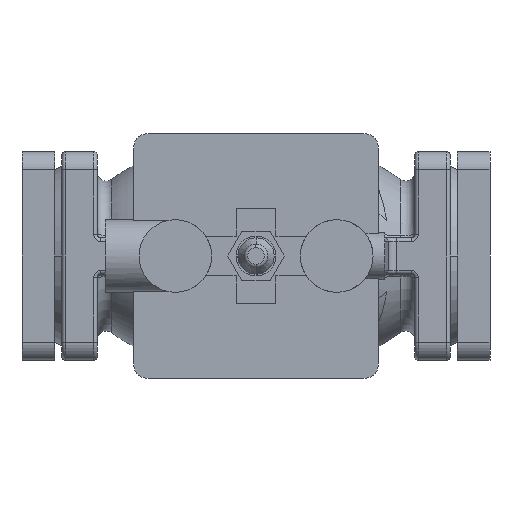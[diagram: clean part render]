
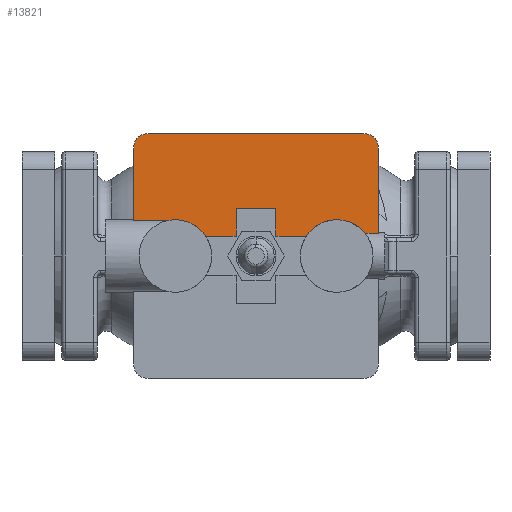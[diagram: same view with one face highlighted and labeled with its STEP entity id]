
A CAD part, front view. The second image highlights one B-rep face of the part: STEP entity #13821.
In plain terms, the highlighted face is planar.
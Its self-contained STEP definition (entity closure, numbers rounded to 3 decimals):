
#13122=CARTESIAN_POINT('',(-47.5,24.5,-19.774));
#13128=CARTESIAN_POINT('',(-44.5,24.5,0.));
#13129=DIRECTION('',(0.,1.,0.));
#13130=DIRECTION('',(0.835,0.,-0.55));
#13131=AXIS2_PLACEMENT_3D('',#13128,#13129,#13130);
#13133=DIRECTION('',(1.,0.,0.));
#13134=VECTOR('',#13133,20.);
#13135=CARTESIAN_POINT('',(-67.5,24.5,-19.774));
#13136=LINE('',#13135,#13134);
#13137=DIRECTION('',(0.,0.,1.));
#13138=VECTOR('',#13137,39.726);
#13139=CARTESIAN_POINT('',(-67.5,24.5,-59.5));
#13140=LINE('',#13139,#13138);
#13141=CARTESIAN_POINT('',(-59.5,24.5,-59.5));
#13142=DIRECTION('',(0.,1.,0.));
#13143=DIRECTION('',(0.,0.,-1.));
#13144=AXIS2_PLACEMENT_3D('',#13141,#13142,#13143);
#13146=DIRECTION('',(-1.,0.,0.));
#13147=VECTOR('',#13146,119.);
#13148=CARTESIAN_POINT('',(59.5,24.5,-67.5));
#13149=LINE('',#13148,#13147);
#13150=CARTESIAN_POINT('',(59.5,24.5,-59.5));
#13151=DIRECTION('',(0.,1.,0.));
#13152=DIRECTION('',(1.,0.,0.));
#13153=AXIS2_PLACEMENT_3D('',#13150,#13151,#13152);
#13155=DIRECTION('',(0.,0.,-1.));
#13156=VECTOR('',#13155,46.851);
#13157=CARTESIAN_POINT('',(67.5,24.5,-12.649));
#13158=LINE('',#13157,#13156);
#13159=DIRECTION('',(1.,0.,0.));
#13160=VECTOR('',#13159,7.508);
#13161=CARTESIAN_POINT('',(59.992,24.5,-12.649));
#13162=LINE('',#13161,#13160);
#13163=CARTESIAN_POINT('',(44.5,24.5,0.));
#13164=DIRECTION('',(0.,1.,0.));
#13165=DIRECTION('',(0.775,0.,-0.632));
#13166=AXIS2_PLACEMENT_3D('',#13163,#13164,#13165);
#13168=DIRECTION('',(-1.,0.,0.));
#13169=VECTOR('',#13168,16.797);
#13170=CARTESIAN_POINT('',(27.797,24.5,-11.));
#13171=LINE('',#13170,#13169);
#13172=DIRECTION('',(0.,0.,-1.));
#13173=VECTOR('',#13172,15.);
#13174=CARTESIAN_POINT('',(11.,24.5,-11.));
#13175=LINE('',#13174,#13173);
#13176=DIRECTION('',(-1.,0.,0.));
#13177=VECTOR('',#13176,22.);
#13178=CARTESIAN_POINT('',(11.,24.5,-26.));
#13179=LINE('',#13178,#13177);
#13180=DIRECTION('',(0.,0.,1.));
#13181=VECTOR('',#13180,15.);
#13182=CARTESIAN_POINT('',(-11.,24.5,-26.));
#13183=LINE('',#13182,#13181);
#13184=DIRECTION('',(-1.,0.,0.));
#13185=VECTOR('',#13184,16.797);
#13186=CARTESIAN_POINT('',(-11.,24.5,-11.));
#13187=LINE('',#13186,#13185);
#13287=CARTESIAN_POINT('',(59.992,24.5,-12.649));
#13514=CARTESIAN_POINT('',(-59.5,24.5,-67.5));
#13515=VERTEX_POINT('',#13514);
#13516=CARTESIAN_POINT('',(-67.5,24.5,-59.5));
#13517=VERTEX_POINT('',#13516);
#13530=CARTESIAN_POINT('',(67.5,24.5,-59.5));
#13531=VERTEX_POINT('',#13530);
#13532=CARTESIAN_POINT('',(59.5,24.5,-67.5));
#13533=VERTEX_POINT('',#13532);
#13550=CARTESIAN_POINT('',(-11.,24.5,-26.));
#13551=CARTESIAN_POINT('',(-11.,24.5,-11.));
#13552=VERTEX_POINT('',#13550);
#13553=VERTEX_POINT('',#13551);
#13562=CARTESIAN_POINT('',(11.,24.5,-11.));
#13563=CARTESIAN_POINT('',(11.,24.5,-26.));
#13564=VERTEX_POINT('',#13562);
#13565=VERTEX_POINT('',#13563);
#13586=VERTEX_POINT('',#13287);
#13600=VERTEX_POINT('',#13122);
#13602=CARTESIAN_POINT('',(-27.797,24.5,-11.));
#13603=VERTEX_POINT('',#13602);
#13616=CARTESIAN_POINT('',(27.797,24.5,-11.));
#13617=VERTEX_POINT('',#13616);
#13620=CARTESIAN_POINT('',(67.5,24.5,-12.649));
#13621=VERTEX_POINT('',#13620);
#13622=CARTESIAN_POINT('',(-67.5,24.5,-19.774));
#13623=VERTEX_POINT('',#13622);
#13789=CARTESIAN_POINT('',(0.,24.5,0.));
#13790=DIRECTION('',(0.,1.,0.));
#13791=DIRECTION('',(1.,0.,0.));
#13792=AXIS2_PLACEMENT_3D('',#13789,#13790,#13791);
#13793=PLANE('',#13792);
#13794=ORIENTED_EDGE('',*,*,#13774,.T.);
#13795=ORIENTED_EDGE('',*,*,#13763,.F.);
#13796=ORIENTED_EDGE('',*,*,#13723,.F.);
#13798=ORIENTED_EDGE('',*,*,#13797,.F.);
#13800=ORIENTED_EDGE('',*,*,#13799,.F.);
#13802=ORIENTED_EDGE('',*,*,#13801,.F.);
#13804=ORIENTED_EDGE('',*,*,#13803,.F.);
#13806=ORIENTED_EDGE('',*,*,#13805,.F.);
#13808=ORIENTED_EDGE('',*,*,#13807,.T.);
#13810=ORIENTED_EDGE('',*,*,#13809,.T.);
#13812=ORIENTED_EDGE('',*,*,#13811,.T.);
#13814=ORIENTED_EDGE('',*,*,#13813,.T.);
#13816=ORIENTED_EDGE('',*,*,#13815,.T.);
#13818=ORIENTED_EDGE('',*,*,#13817,.T.);
#13819=EDGE_LOOP('',(#13794,#13795,#13796,#13798,#13800,#13802,#13804,#13806,
#13808,#13810,#13812,#13814,#13816,#13818));
#13820=FACE_OUTER_BOUND('',#13819,.F.);
#13132=CIRCLE('',#13131,20.);
#13145=CIRCLE('',#13144,8.);
#13154=CIRCLE('',#13153,8.);
#13167=CIRCLE('',#13166,20.);
#13723=EDGE_CURVE('',#13517,#13623,#13140,.T.);
#13763=EDGE_CURVE('',#13623,#13600,#13136,.T.);
#13774=EDGE_CURVE('',#13603,#13600,#13132,.T.);
#13797=EDGE_CURVE('',#13515,#13517,#13145,.T.);
#13799=EDGE_CURVE('',#13533,#13515,#13149,.T.);
#13801=EDGE_CURVE('',#13531,#13533,#13154,.T.);
#13803=EDGE_CURVE('',#13621,#13531,#13158,.T.);
#13805=EDGE_CURVE('',#13586,#13621,#13162,.T.);
#13807=EDGE_CURVE('',#13586,#13617,#13167,.T.);
#13809=EDGE_CURVE('',#13617,#13564,#13171,.T.);
#13811=EDGE_CURVE('',#13564,#13565,#13175,.T.);
#13813=EDGE_CURVE('',#13565,#13552,#13179,.T.);
#13815=EDGE_CURVE('',#13552,#13553,#13183,.T.);
#13817=EDGE_CURVE('',#13553,#13603,#13187,.T.);
#13821=ADVANCED_FACE('',(#13820),#13793,.T.);
